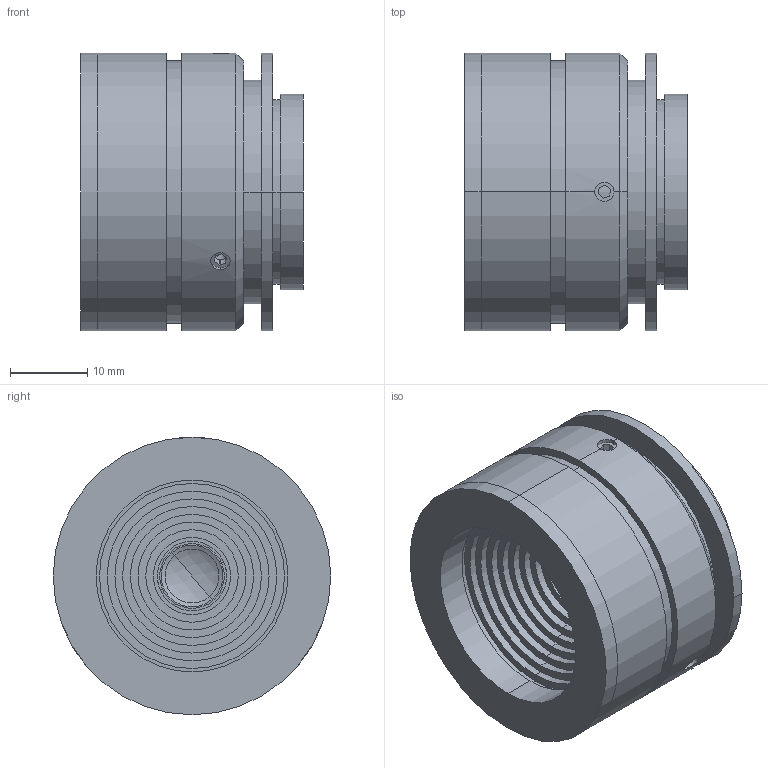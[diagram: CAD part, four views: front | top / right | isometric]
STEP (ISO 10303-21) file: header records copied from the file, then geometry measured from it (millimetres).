
FILE_DESCRIPTION (( 'STEP AP203' ), '1' );
FILE_NAME ('XF-MH015X96.STEP', '2024-08-07T08:52:40', ( '' ), ( '' ), 'SwSTEP 2.0', 'SolidWorks 2022', '' );
FILE_SCHEMA (( 'CONFIG_CONTROL_DESIGN' ));
Length unit declared in the file: millimetre
Products named in the file (1): XF-MH015X96
Bounding box: 28.93 x 36 x 36 mm (x, y, z)
Surface area: 9194.6 mm2 (no closed solid volume)
Topology: 0 solids, 11 shells, 108 faces, 279 edges, 185 vertices
Faces by surface type: plane 50, cylinder 48, cone 8, sphere 2
Entity records: 3555 total; most frequent: CARTESIAN_POINT 797, DIRECTION 609, ORIENTED_EDGE 473, EDGE_CURVE 275, AXIS2_PLACEMENT_3D 237, VERTEX_POINT 185, VECTOR 135, LINE 135
